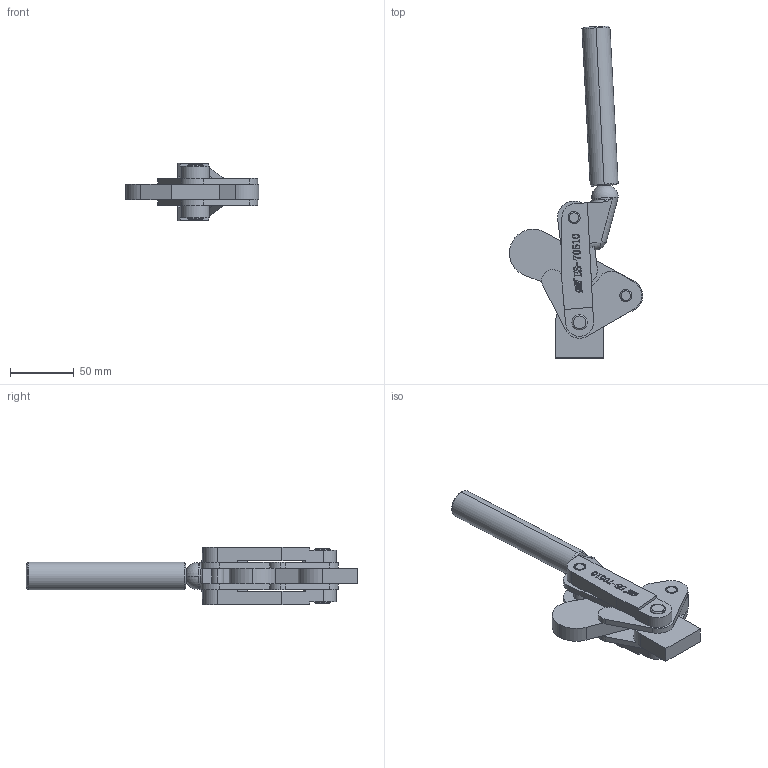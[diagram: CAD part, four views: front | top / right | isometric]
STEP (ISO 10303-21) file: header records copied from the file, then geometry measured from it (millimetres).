
FILE_DESCRIPTION (( 'STEP AP203' ), '1' );
FILE_NAME ('HS-70510 装配体.STEP', '2018-12-07T08:11:13', ( 'PCOS' ), ( '微软中国' ), 'SwSTEP 2.0', 'SolidWorks 2012', '' );
FILE_SCHEMA (( 'CONFIG_CONTROL_DESIGN' ));
Length unit declared in the file: millimetre
Products named in the file (9): HS-70510 蚾饜极; 釱; 揤參; 种3; 种2; 种1; 蟀裝; 忒參; 菁釱
Assembly tree (10 placements, depth 2):
  HS-70510 蚾饜极
    菁釱
    忒參
    蟀裝  x2
    种1
    种2  x2
    种3
    揤參
    釱
Bounding box: 104.65 x 261.01 x 45 mm (x, y, z)
Volume: 212472.1 mm3; surface area: 68449.4 mm2
Topology: 11 solids, 11 shells, 503 faces, 1327 edges, 874 vertices
Faces by surface type: plane 241, bspline 130, cylinder 107, cone 16, torus 7, sphere 2
Entity records: 21455 total; most frequent: CARTESIAN_POINT 9087, ORIENTED_EDGE 2568, DIRECTION 1964, EDGE_CURVE 1284, VERTEX_POINT 848, VECTOR 790, LINE 790, AXIS2_PLACEMENT_3D 587
